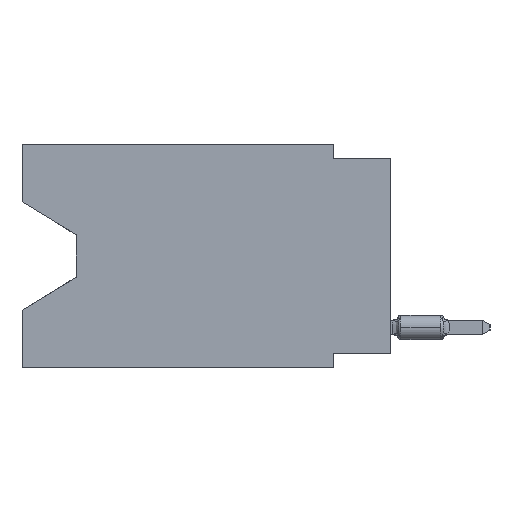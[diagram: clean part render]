
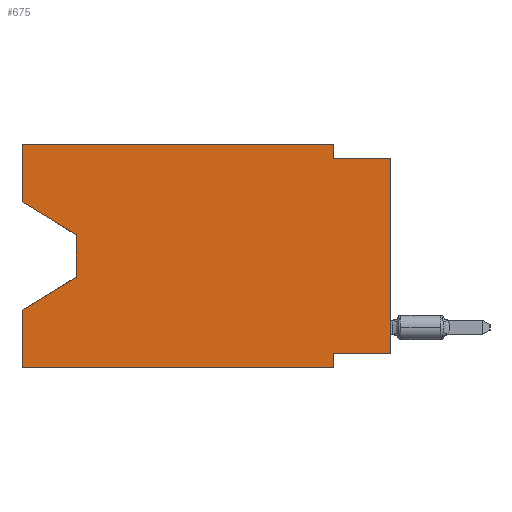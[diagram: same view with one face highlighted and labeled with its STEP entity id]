
A CAD part, left-side view. The second image highlights one B-rep face of the part: STEP entity #675.
In plain terms, the highlighted planar face has unit normal (-1, 0, 0).
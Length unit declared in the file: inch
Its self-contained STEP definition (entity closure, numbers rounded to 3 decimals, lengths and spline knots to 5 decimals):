
#275 = VECTOR ( 'NONE', #2443, 39.37008 ) ;
#570 = EDGE_CURVE ( 'NONE', #8185, #18967, #20187, .T. ) ;
#589 = LINE ( 'NONE', #4705, #10768 ) ;
#675 = ADVANCED_FACE ( 'NONE', ( #3438 ), #3576, .F. ) ;
#696 = DIRECTION ( 'NONE',  ( 0., 0., -1. ) ) ;
#735 = DIRECTION ( 'NONE',  ( 0., 0., 1. ) ) ;
#783 = DIRECTION ( 'NONE',  ( 0., -1., 0. ) ) ;
#785 = CARTESIAN_POINT ( 'NONE',  ( 0., 0., -0.365 ) ) ;
#1326 = VECTOR ( 'NONE', #696, 39.37008 ) ;
#1751 = ORIENTED_EDGE ( 'NONE', *, *, #19555, .T. ) ;
#2147 = EDGE_CURVE ( 'NONE', #10438, #26663, #589, .T. ) ;
#2334 = EDGE_CURVE ( 'NONE', #16684, #25675, #9484, .T. ) ;
#2443 = DIRECTION ( 'NONE',  ( 0., 0., 1. ) ) ;
#2627 = CARTESIAN_POINT ( 'NONE',  ( 0., 0.1, 0. ) ) ;
#2815 = EDGE_CURVE ( 'NONE', #27592, #19001, #21677, .T. ) ;
#3026 = CARTESIAN_POINT ( 'NONE',  ( 0., 0.645, 0. ) ) ;
#3132 = DIRECTION ( 'NONE',  ( 0., -1., 0. ) ) ;
#3379 = CARTESIAN_POINT ( 'NONE',  ( 0., 0.55, -0.232 ) ) ;
#3438 = FACE_OUTER_BOUND ( 'NONE', #17788, .T. ) ;
#3576 = PLANE ( 'NONE',  #21021 ) ;
#3735 = CARTESIAN_POINT ( 'NONE',  ( 0., 0.1, -0.365 ) ) ;
#3747 = CARTESIAN_POINT ( 'NONE',  ( 0., 0.645, -0.28975 ) ) ;
#4050 = EDGE_CURVE ( 'NONE', #8185, #27592, #21169, .T. ) ;
#4106 = ORIENTED_EDGE ( 'NONE', *, *, #9292, .F. ) ;
#4529 = LINE ( 'NONE', #21737, #1326 ) ;
#4705 = CARTESIAN_POINT ( 'NONE',  ( 0., 0.645, 0. ) ) ;
#4992 = CARTESIAN_POINT ( 'NONE',  ( 0., 0.1, -0.39 ) ) ;
#5315 = ORIENTED_EDGE ( 'NONE', *, *, #2815, .F. ) ;
#5372 = LINE ( 'NONE', #3379, #19290 ) ;
#6581 = CARTESIAN_POINT ( 'NONE',  ( 0., 0.1, -0.39 ) ) ;
#7007 = VERTEX_POINT ( 'NONE', #27382 ) ;
#7351 = CARTESIAN_POINT ( 'NONE',  ( 0., 0., 0. ) ) ;
#7633 = DIRECTION ( 'NONE',  ( 0., 0., 1. ) ) ;
#8027 = DIRECTION ( 'NONE',  ( 0., 0., -1. ) ) ;
#8109 = DIRECTION ( 'NONE',  ( 0., -0.855, -0.519 ) ) ;
#8185 = VERTEX_POINT ( 'NONE', #785 ) ;
#8483 = VECTOR ( 'NONE', #15079, 39.37008 ) ;
#8700 = VERTEX_POINT ( 'NONE', #9326 ) ;
#8843 = DIRECTION ( 'NONE',  ( 0., -1., 0. ) ) ;
#8888 = VECTOR ( 'NONE', #9393, 39.37008 ) ;
#9292 = EDGE_CURVE ( 'NONE', #7007, #18967, #17037, .T. ) ;
#9307 = ORIENTED_EDGE ( 'NONE', *, *, #18638, .F. ) ;
#9326 = CARTESIAN_POINT ( 'NONE',  ( 0., 0.55, -0.232 ) ) ;
#9393 = DIRECTION ( 'NONE',  ( 0., 0., -1. ) ) ;
#9398 = LINE ( 'NONE', #26722, #22692 ) ;
#9471 = CARTESIAN_POINT ( 'NONE',  ( 0., 0.1, 0. ) ) ;
#9472 = EDGE_CURVE ( 'NONE', #10438, #19001, #9398, .T. ) ;
#9484 = LINE ( 'NONE', #15963, #12093 ) ;
#9820 = EDGE_CURVE ( 'NONE', #20219, #12538, #27846, .T. ) ;
#10438 = VERTEX_POINT ( 'NONE', #12223 ) ;
#10768 = VECTOR ( 'NONE', #735, 39.37008 ) ;
#10918 = CARTESIAN_POINT ( 'NONE',  ( 0., 0.645, -0.10025 ) ) ;
#12093 = VECTOR ( 'NONE', #3132, 39.37008 ) ;
#12223 = CARTESIAN_POINT ( 'NONE',  ( 0., 0.645, -0.39 ) ) ;
#12538 = VERTEX_POINT ( 'NONE', #23273 ) ;
#14507 = CARTESIAN_POINT ( 'NONE',  ( 0., 0., -0.365 ) ) ;
#14788 = ORIENTED_EDGE ( 'NONE', *, *, #9820, .T. ) ;
#15079 = DIRECTION ( 'NONE',  ( 0., 1., 0. ) ) ;
#15121 = ORIENTED_EDGE ( 'NONE', *, *, #2147, .F. ) ;
#15557 = CARTESIAN_POINT ( 'NONE',  ( 0., 0.645, 0. ) ) ;
#15809 = VECTOR ( 'NONE', #8027, 39.37008 ) ;
#15963 = CARTESIAN_POINT ( 'NONE',  ( 0., 0.645, 0. ) ) ;
#16141 = DIRECTION ( 'NONE',  ( 1., 0., 0. ) ) ;
#16684 = VERTEX_POINT ( 'NONE', #18468 ) ;
#17037 = LINE ( 'NONE', #23363, #25427 ) ;
#17332 = VECTOR ( 'NONE', #8109, 39.37008 ) ;
#17780 = ORIENTED_EDGE ( 'NONE', *, *, #22061, .T. ) ;
#17788 = EDGE_LOOP ( 'NONE', ( #14788, #17780, #1751, #15121, #18686, #5315, #25321, #25740, #4106, #9307, #20525, #24471 ) ) ;
#17854 = EDGE_CURVE ( 'NONE', #20219, #16684, #21778, .T. ) ;
#18468 = CARTESIAN_POINT ( 'NONE',  ( 0., 0.645, 0. ) ) ;
#18638 = EDGE_CURVE ( 'NONE', #25675, #7007, #22361, .T. ) ;
#18686 = ORIENTED_EDGE ( 'NONE', *, *, #9472, .T. ) ;
#18967 = VERTEX_POINT ( 'NONE', #25602 ) ;
#19001 = VERTEX_POINT ( 'NONE', #4992 ) ;
#19290 = VECTOR ( 'NONE', #24954, 39.37008 ) ;
#19555 = EDGE_CURVE ( 'NONE', #8700, #26663, #5372, .T. ) ;
#20187 = LINE ( 'NONE', #7351, #20565 ) ;
#20219 = VERTEX_POINT ( 'NONE', #26849 ) ;
#20525 = ORIENTED_EDGE ( 'NONE', *, *, #2334, .F. ) ;
#20565 = VECTOR ( 'NONE', #7633, 39.37008 ) ;
#21021 = AXIS2_PLACEMENT_3D ( 'NONE', #3026, #16141, #24732 ) ;
#21169 = LINE ( 'NONE', #14507, #8483 ) ;
#21677 = LINE ( 'NONE', #6581, #15809 ) ;
#21737 = CARTESIAN_POINT ( 'NONE',  ( 0., 0.55, -0.158 ) ) ;
#21778 = LINE ( 'NONE', #15557, #275 ) ;
#22061 = EDGE_CURVE ( 'NONE', #12538, #8700, #4529, .T. ) ;
#22361 = LINE ( 'NONE', #2627, #8888 ) ;
#22692 = VECTOR ( 'NONE', #783, 39.37008 ) ;
#23273 = CARTESIAN_POINT ( 'NONE',  ( 0., 0.55, -0.158 ) ) ;
#23363 = CARTESIAN_POINT ( 'NONE',  ( 0., 0., -0.025 ) ) ;
#24471 = ORIENTED_EDGE ( 'NONE', *, *, #17854, .F. ) ;
#24732 = DIRECTION ( 'NONE',  ( 0., 0., -1. ) ) ;
#24954 = DIRECTION ( 'NONE',  ( 0., 0.855, -0.519 ) ) ;
#25321 = ORIENTED_EDGE ( 'NONE', *, *, #4050, .F. ) ;
#25427 = VECTOR ( 'NONE', #8843, 39.37008 ) ;
#25602 = CARTESIAN_POINT ( 'NONE',  ( 0., 0., -0.025 ) ) ;
#25675 = VERTEX_POINT ( 'NONE', #9471 ) ;
#25740 = ORIENTED_EDGE ( 'NONE', *, *, #570, .T. ) ;
#26663 = VERTEX_POINT ( 'NONE', #3747 ) ;
#26722 = CARTESIAN_POINT ( 'NONE',  ( 0., 0.645, -0.39 ) ) ;
#26849 = CARTESIAN_POINT ( 'NONE',  ( 0., 0.645, -0.10025 ) ) ;
#27382 = CARTESIAN_POINT ( 'NONE',  ( 0., 0.1, -0.025 ) ) ;
#27592 = VERTEX_POINT ( 'NONE', #3735 ) ;
#27846 = LINE ( 'NONE', #10918, #17332 ) ;
